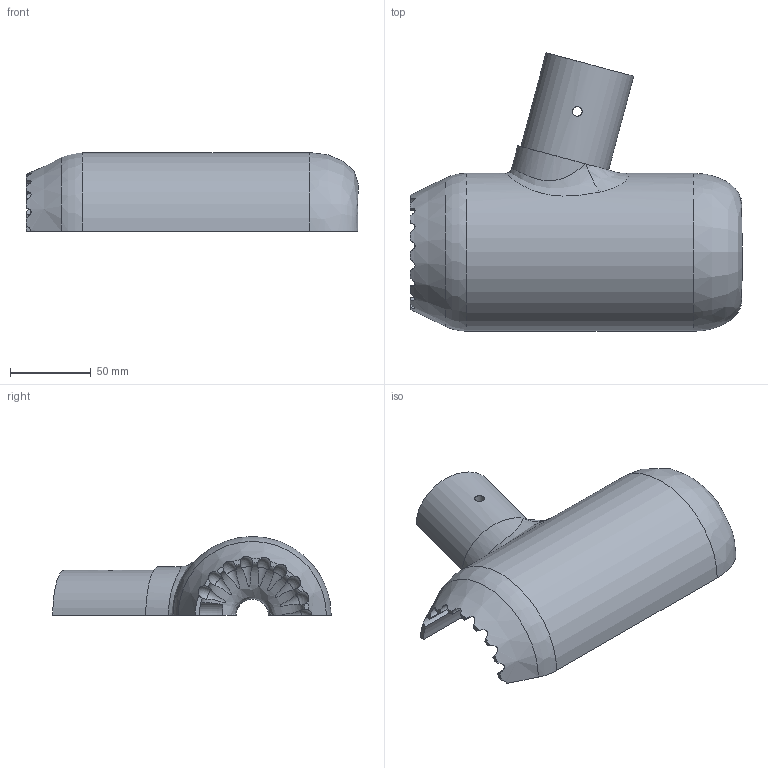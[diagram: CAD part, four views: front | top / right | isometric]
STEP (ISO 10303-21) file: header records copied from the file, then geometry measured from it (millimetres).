
FILE_DESCRIPTION(/* description */ ('STEP AP242 Edition 2','CAx-IF Rec.Pracs.---Representation and Presentation of Product Manufacturing Information (PMI)---4.0---2014-10-13','CAx-IF Rec.Pracs.---3D Tessellated Geometry---0.4---2014-09-14','2;1','CAx-IF Rec.Pracs.---User Defined Attributes---1.5---2016-08-15'),/* implementation_level */ '2;1');
FILE_NAME(/* name */ '6958962f16ef07cc8071ce5d',/* time_stamp */ '2026-01-03T04:08:16Z',/* author */ (''),/* organization */ (''),/* preprocessor_version */ 'ST-DEVELOPER v20',/* originating_system */ 'ONSHAPE BY PTC INC, 1.208',/* authorisation */ ' ');
FILE_SCHEMA (('AP242_MANAGED_MODEL_BASED_3D_ENGINEERING_MIM_LF { 1 0 10303 442 3 1 4 }'));
Length unit declared in the file: metre
Products named in the file (1): motor_mount_bottom
Bounding box: 205 x 171.91 x 48.75 mm (x, y, z)
Volume: 468208.4 mm3; surface area: 77273.2 mm2
Topology: 1 solids, 1 shells, 76 faces, 189 edges, 120 vertices
Faces by surface type: cylinder 39, plane 20, torus 11, bspline 5, cone 1
Full cylindrical faces by diameter (mm): 5.6 x5, 6 x1
Entity records: 3124 total; most frequent: CARTESIAN_POINT 1360, ORIENTED_EDGE 366, DIRECTION 361, EDGE_CURVE 183, AXIS2_PLACEMENT_3D 161, VERTEX_POINT 120, EDGE_LOOP 89, FACE_BOUND 89
